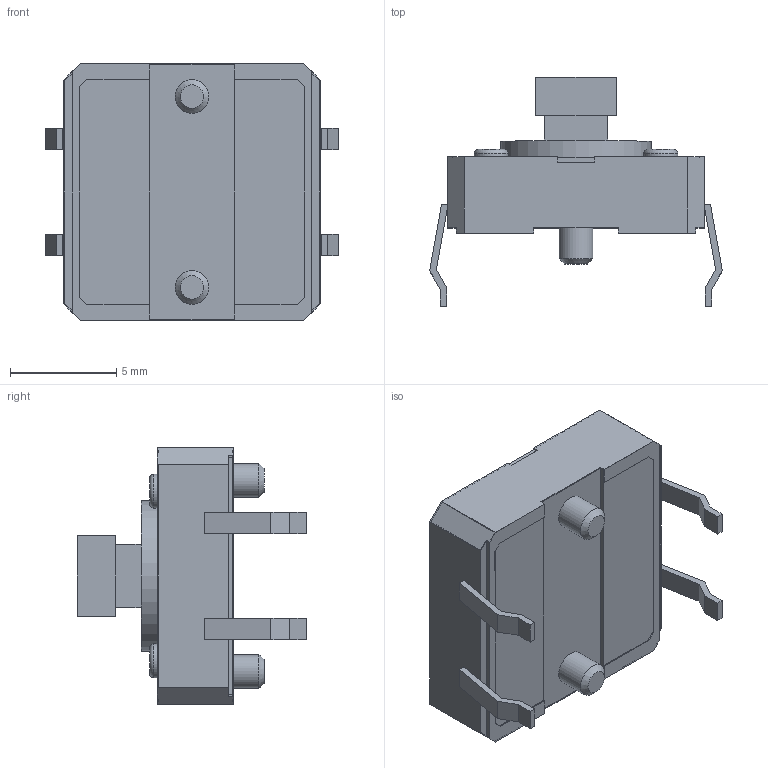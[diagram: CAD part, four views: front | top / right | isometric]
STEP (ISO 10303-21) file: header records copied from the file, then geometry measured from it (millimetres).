
FILE_DESCRIPTION (( 'STEP AP214' ), '1' );
FILE_NAME ('B3F-4055.STEP', '2021-05-10T10:16:38', ( '' ), ( '' ), 'SwSTEP 2.0', 'SolidWorks 2018', '' );
FILE_SCHEMA (( 'AUTOMOTIVE_DESIGN' ));
Length unit declared in the file: millimetre
Products named in the file (1): B3F-4055
Bounding box: 13.8 x 10.8 x 12.1 mm (x, y, z)
Volume: 535.9 mm3; surface area: 1143.4 mm2
Topology: 7 solids, 7 shells, 179 faces, 480 edges, 320 vertices
Faces by surface type: plane 163, cylinder 10, torus 4, cone 2
Full cylindrical faces by diameter (mm): 1.5 x1, 1.6 x6, 2 x1, 7.1 x2
Entity records: 6978 total; most frequent: CARTESIAN_POINT 952, ORIENTED_EDGE 916, DIRECTION 844, EDGE_CURVE 458, LINE 432, VECTOR 432, VERTEX_POINT 314, EDGE_LOOP 214
